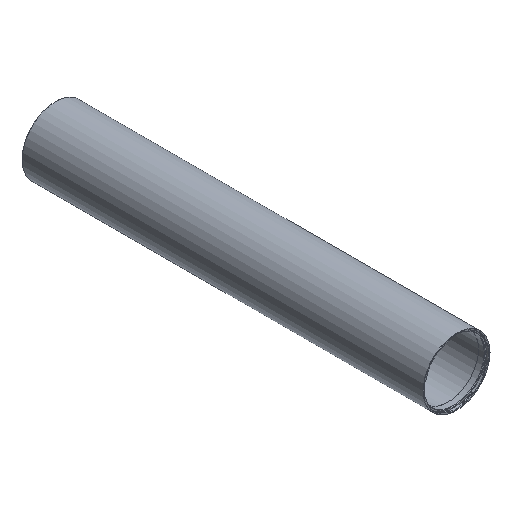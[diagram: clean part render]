
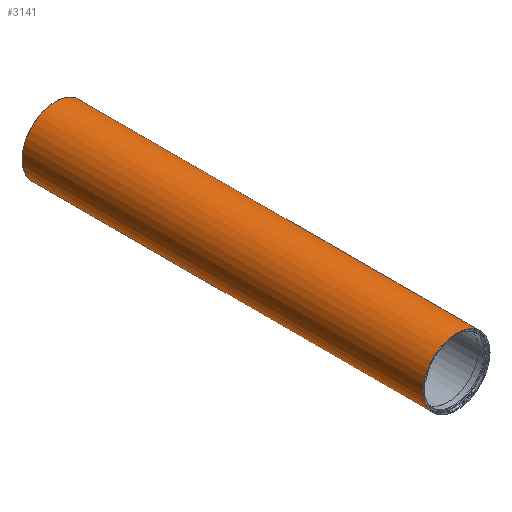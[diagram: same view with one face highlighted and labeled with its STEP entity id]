
A CAD part, isometric view. The second image highlights one B-rep face of the part: STEP entity #3141.
In plain terms, the highlighted cylindrical face has radius 76.2 mm (diameter 152.4 mm), a full revolution.
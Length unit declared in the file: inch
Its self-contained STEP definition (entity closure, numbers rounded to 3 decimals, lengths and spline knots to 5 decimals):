
#418=CYLINDRICAL_SURFACE('',#3354,3.);
#505=FACE_BOUND('',#731,.T.);
#524=FACE_OUTER_BOUND('',#730,.T.);
#730=EDGE_LOOP('',(#2052));
#731=EDGE_LOOP('',(#2053));
#953=CIRCLE('',#3353,3.);
#954=CIRCLE('',#3355,3.);
#1255=VERTEX_POINT('',#5079);
#1256=VERTEX_POINT('',#5082);
#1557=EDGE_CURVE('',#1255,#1255,#953,.T.);
#1558=EDGE_CURVE('',#1256,#1256,#954,.T.);
#2052=ORIENTED_EDGE('',*,*,#1558,.F.);
#2053=ORIENTED_EDGE('',*,*,#1557,.F.);
#3141=ADVANCED_FACE('',(#524,#505),#418,.T.);
#3353=AXIS2_PLACEMENT_3D('',#5080,#3867,#3868);
#3354=AXIS2_PLACEMENT_3D('',#5081,#3869,#3870);
#3355=AXIS2_PLACEMENT_3D('',#5083,#3871,#3872);
#3867=DIRECTION('center_axis',(0.,1.,0.));
#3868=DIRECTION('ref_axis',(-1.,0.,0.));
#3869=DIRECTION('center_axis',(0.,-1.,0.));
#3870=DIRECTION('ref_axis',(1.,0.,0.));
#3871=DIRECTION('center_axis',(0.,-1.,0.));
#3872=DIRECTION('ref_axis',(-1.,0.,0.));
#5079=CARTESIAN_POINT('',(3.,-0.01,0.));
#5080=CARTESIAN_POINT('Origin',(0.,-0.01,0.));
#5081=CARTESIAN_POINT('Origin',(0.,-9.,0.));
#5082=CARTESIAN_POINT('',(3.,-35.99,0.));
#5083=CARTESIAN_POINT('Origin',(0.,-35.99,0.));
